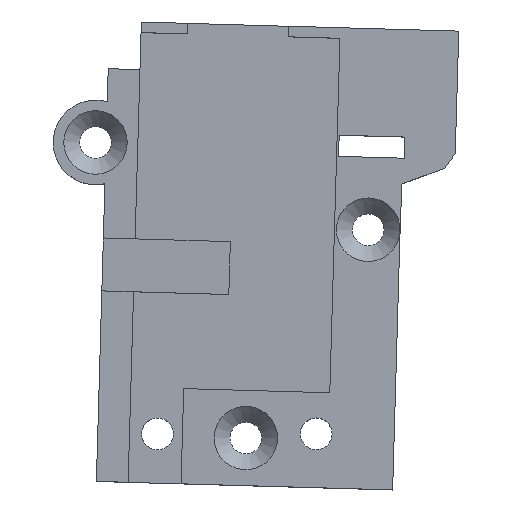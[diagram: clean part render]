
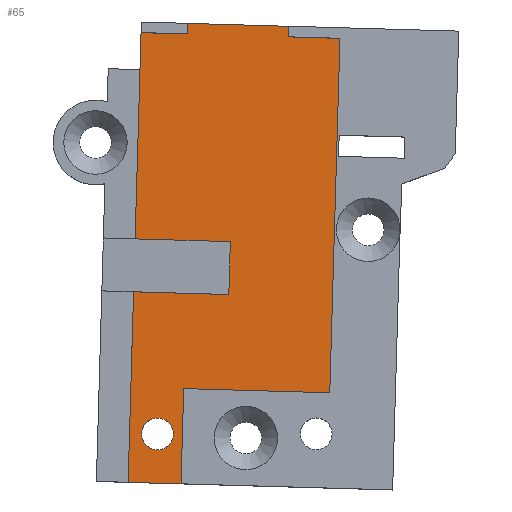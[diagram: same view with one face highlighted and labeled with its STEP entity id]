
A CAD part, top view. The second image highlights one B-rep face of the part: STEP entity #65.
In plain terms, the highlighted planar face has unit normal (0, 0, 1).
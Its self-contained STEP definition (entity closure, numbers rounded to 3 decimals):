
#65=ADVANCED_FACE('',(#223,#225),#227,.F.);
#223=FACE_BOUND('',#224,.T.);
#224=EDGE_LOOP('',(#783,#784,#785,#786,#787,#788,#789,#790,#791,#792,#793,#794,#795));
#225=FACE_BOUND('',#226,.T.);
#226=EDGE_LOOP('',(#796));
#227=PLANE('',#228);
#228=AXIS2_PLACEMENT_3D('',#229,#230,#231);
#229=CARTESIAN_POINT('',(0.,0.,8.3));
#230=DIRECTION('',(0.,0.,-1.));
#231=DIRECTION('',(1.,0.,0.));
#783=ORIENTED_EDGE('',*,*,#1169,.T.);
#784=ORIENTED_EDGE('',*,*,#1170,.T.);
#785=ORIENTED_EDGE('',*,*,#1171,.T.);
#786=ORIENTED_EDGE('',*,*,#1172,.T.);
#787=ORIENTED_EDGE('',*,*,#1173,.T.);
#788=ORIENTED_EDGE('',*,*,#1174,.T.);
#789=ORIENTED_EDGE('',*,*,#1118,.F.);
#790=ORIENTED_EDGE('',*,*,#1126,.T.);
#791=ORIENTED_EDGE('',*,*,#1175,.F.);
#792=ORIENTED_EDGE('',*,*,#1176,.F.);
#793=ORIENTED_EDGE('',*,*,#1177,.F.);
#794=ORIENTED_EDGE('',*,*,#1178,.T.);
#795=ORIENTED_EDGE('',*,*,#1179,.T.);
#796=ORIENTED_EDGE('',*,*,#1180,.F.);
#1118=EDGE_CURVE('',#1341,#1343,#1344,.T.);
#1126=EDGE_CURVE('',#1341,#1355,#1357,.T.);
#1169=EDGE_CURVE('',#1437,#1438,#1439,.T.);
#1170=EDGE_CURVE('',#1438,#1440,#1441,.T.);
#1171=EDGE_CURVE('',#1440,#1442,#1443,.T.);
#1172=EDGE_CURVE('',#1442,#1444,#1445,.T.);
#1173=EDGE_CURVE('',#1444,#1446,#1447,.T.);
#1174=EDGE_CURVE('',#1446,#1343,#1448,.T.);
#1175=EDGE_CURVE('',#1449,#1355,#1450,.T.);
#1176=EDGE_CURVE('',#1451,#1449,#1452,.T.);
#1177=EDGE_CURVE('',#1453,#1451,#1454,.T.);
#1178=EDGE_CURVE('',#1453,#1455,#1456,.T.);
#1179=EDGE_CURVE('',#1455,#1437,#1457,.T.);
#1180=EDGE_CURVE('',#1458,#1458,#1459,.T.);
#1341=VERTEX_POINT('',#1730);
#1343=VERTEX_POINT('',#1734);
#1344=LINE('',#1735,#1736);
#1355=VERTEX_POINT('',#1760);
#1357=LINE('',#1764,#1765);
#1437=VERTEX_POINT('',#1938);
#1438=VERTEX_POINT('',#1939);
#1439=LINE('',#1940,#1941);
#1440=VERTEX_POINT('',#1943);
#1441=LINE('',#1944,#1945);
#1442=VERTEX_POINT('',#1947);
#1443=LINE('',#1948,#1949);
#1444=VERTEX_POINT('',#1951);
#1445=LINE('',#1952,#1953);
#1446=VERTEX_POINT('',#1955);
#1447=LINE('',#1956,#1957);
#1448=LINE('',#1959,#1960);
#1449=VERTEX_POINT('',#1962);
#1450=LINE('',#1963,#1964);
#1451=VERTEX_POINT('',#1966);
#1452=LINE('',#1967,#1968);
#1453=VERTEX_POINT('',#1970);
#1454=LINE('',#1971,#1972);
#1455=VERTEX_POINT('',#1974);
#1456=LINE('',#1975,#1976);
#1457=LINE('',#1978,#1979);
#1458=VERTEX_POINT('',#1981);
#1459=CIRCLE('',#1982,1.5);
#1730=CARTESIAN_POINT('',(16.631,-4.532,8.3));
#1734=CARTESIAN_POINT('',(17.751,34.452,8.3));
#1735=CARTESIAN_POINT('',(16.631,-4.532,8.3));
#1736=VECTOR('',#1737,1.);
#1737=DIRECTION('',(0.029,1.,0.));
#1760=CARTESIAN_POINT('',(21.629,-4.675,8.3));
#1764=CARTESIAN_POINT('',(16.631,-4.532,8.3));
#1765=VECTOR('',#1766,1.);
#1766=DIRECTION('',(1.,-0.029,0.));
#1938=CARTESIAN_POINT('',(31.774,38.551,8.3));
#1939=CARTESIAN_POINT('',(22.281,38.824,8.3));
#1940=CARTESIAN_POINT('',(31.774,38.551,8.3));
#1941=VECTOR('',#1942,1.);
#1942=DIRECTION('',(-1.,0.029,0.));
#1943=CARTESIAN_POINT('',(22.261,37.824,8.3));
#1944=CARTESIAN_POINT('',(22.281,38.824,8.3));
#1945=VECTOR('',#1946,1.);
#1946=DIRECTION('',(-0.02,-1.,0.));
#1947=CARTESIAN_POINT('',(17.863,37.95,8.3));
#1948=CARTESIAN_POINT('',(22.261,37.824,8.3));
#1949=VECTOR('',#1950,1.);
#1950=DIRECTION('',(-1.,0.029,0.));
#1951=CARTESIAN_POINT('',(17.891,38.95,8.3));
#1952=CARTESIAN_POINT('',(17.863,37.95,8.3));
#1953=VECTOR('',#1954,1.);
#1954=DIRECTION('',(0.029,1.,0.));
#1955=CARTESIAN_POINT('',(17.88,38.95,8.3));
#1956=CARTESIAN_POINT('',(17.891,38.95,8.3));
#1957=VECTOR('',#1958,1.);
#1958=DIRECTION('',(-1.,0.029,0.));
#1959=CARTESIAN_POINT('',(17.88,38.95,8.3));
#1960=VECTOR('',#1961,1.);
#1961=DIRECTION('',(-0.029,-1.,0.));
#1962=CARTESIAN_POINT('',(21.887,4.321,8.3));
#1963=CARTESIAN_POINT('',(21.887,4.321,8.3));
#1964=VECTOR('',#1965,1.);
#1965=DIRECTION('',(-0.029,-1.,0.));
#1966=CARTESIAN_POINT('',(35.682,3.925,8.3));
#1967=CARTESIAN_POINT('',(35.682,3.925,8.3));
#1968=VECTOR('',#1969,1.);
#1969=DIRECTION('',(-1.,0.029,0.));
#1970=CARTESIAN_POINT('',(36.643,37.411,8.3));
#1971=CARTESIAN_POINT('',(36.643,37.411,8.3));
#1972=VECTOR('',#1973,1.);
#1973=DIRECTION('',(-0.029,-1.,0.));
#1974=CARTESIAN_POINT('',(31.745,37.552,8.3));
#1975=CARTESIAN_POINT('',(36.643,37.411,8.3));
#1976=VECTOR('',#1977,1.);
#1977=DIRECTION('',(-1.,0.029,0.));
#1978=CARTESIAN_POINT('',(31.745,37.552,8.3));
#1979=VECTOR('',#1980,1.);
#1980=DIRECTION('',(0.029,1.,0.));
#1981=CARTESIAN_POINT('',(19.4,-1.457,8.3));
#1982=AXIS2_PLACEMENT_3D('',#1983,#1984,#1985);
#1983=CARTESIAN_POINT('',(19.4,0.043,8.3));
#1984=DIRECTION('',(0.,0.,1.));
#1985=DIRECTION('',(0.,-1.,0.));
